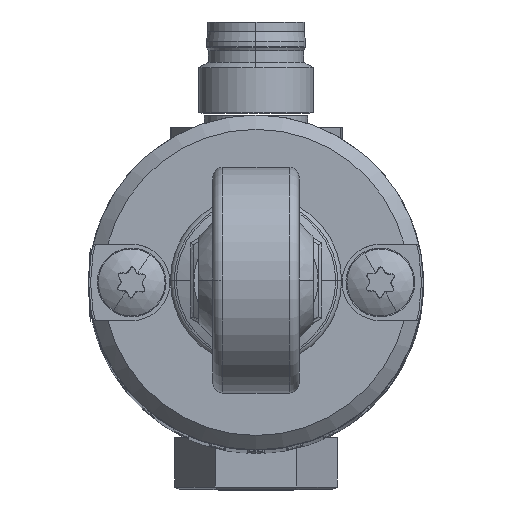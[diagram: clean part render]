
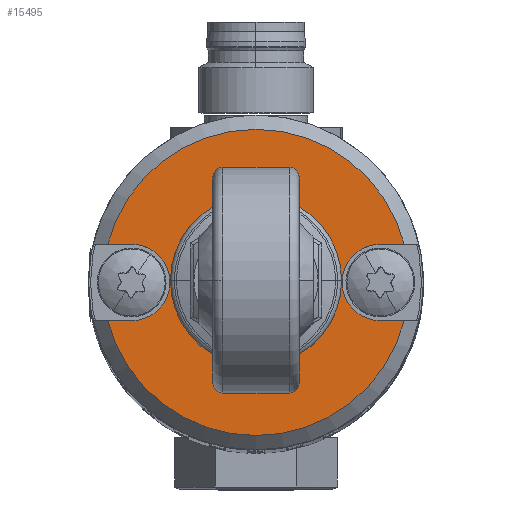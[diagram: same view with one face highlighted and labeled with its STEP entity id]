
A CAD part, top view. The second image highlights one B-rep face of the part: STEP entity #15495.
In plain terms, the highlighted planar face has unit normal (0, 0, 1).
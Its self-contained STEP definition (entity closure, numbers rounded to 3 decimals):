
#733 = AXIS2_PLACEMENT_3D ( 'NONE', #43624, #20992, #47476 ) ;
#1753 = EDGE_CURVE ( 'NONE', #5473, #7716, #22801, .T. ) ;
#1987 = FACE_BOUND ( 'NONE', #4297, .T. ) ;
#2065 = DIRECTION ( 'NONE',  ( -1., 0., 0. ) ) ;
#2356 = CIRCLE ( 'NONE', #28481, 7.482 ) ;
#3124 = CARTESIAN_POINT ( 'NONE',  ( 0., 0., 208.3 ) ) ;
#3195 = CARTESIAN_POINT ( 'NONE',  ( -13., 0., 208.3 ) ) ;
#3614 = CARTESIAN_POINT ( 'NONE',  ( -13., 4., 208.3 ) ) ;
#3682 = ORIENTED_EDGE ( 'NONE', *, *, #40970, .F. ) ;
#3733 = CIRCLE ( 'NONE', #20513, 4. ) ;
#3928 = CARTESIAN_POINT ( 'NONE',  ( 0., 0., 208.3 ) ) ;
#4297 = EDGE_LOOP ( 'NONE', ( #48517, #37793 ) ) ;
#4779 = ORIENTED_EDGE ( 'NONE', *, *, #38287, .F. ) ;
#4901 = AXIS2_PLACEMENT_3D ( 'NONE', #3124, #6723, #6681 ) ;
#5351 = VECTOR ( 'NONE', #12106, 1000. ) ;
#5473 = VERTEX_POINT ( 'NONE', #8747 ) ;
#5693 = CARTESIAN_POINT ( 'NONE',  ( -7.482, 0., 208.3 ) ) ;
#6061 = EDGE_CURVE ( 'NONE', #29765, #9189, #3733, .T. ) ;
#6092 = DIRECTION ( 'NONE',  ( -1., 0., 0. ) ) ;
#6173 = VERTEX_POINT ( 'NONE', #21724 ) ;
#6275 = DIRECTION ( 'NONE',  ( 0., 0., 1. ) ) ;
#6681 = DIRECTION ( 'NONE',  ( 1., 0., 0. ) ) ;
#6723 = DIRECTION ( 'NONE',  ( 0., 0., 1. ) ) ;
#7114 = DIRECTION ( 'NONE',  ( 1., 0., 0. ) ) ;
#7171 = VERTEX_POINT ( 'NONE', #10871 ) ;
#7716 = VERTEX_POINT ( 'NONE', #26921 ) ;
#7842 = DIRECTION ( 'NONE',  ( 1., 0., 0. ) ) ;
#7975 = CARTESIAN_POINT ( 'NONE',  ( -15.492, -4., 208.3 ) ) ;
#8625 = CIRCLE ( 'NONE', #45545, 16. ) ;
#8747 = CARTESIAN_POINT ( 'NONE',  ( 15.492, 4., 208.3 ) ) ;
#9189 = VERTEX_POINT ( 'NONE', #46791 ) ;
#9211 = ORIENTED_EDGE ( 'NONE', *, *, #12340, .F. ) ;
#10141 = ORIENTED_EDGE ( 'NONE', *, *, #6061, .F. ) ;
#10808 = CARTESIAN_POINT ( 'NONE',  ( 13., 4., 208.3 ) ) ;
#10871 = CARTESIAN_POINT ( 'NONE',  ( 15.492, -4., 208.3 ) ) ;
#11170 = EDGE_LOOP ( 'NONE', ( #3682, #32897, #9211, #14445, #32087, #42688, #14054, #4779, #10141 ) ) ;
#12106 = DIRECTION ( 'NONE',  ( 1., 0., 0. ) ) ;
#12340 = EDGE_CURVE ( 'NONE', #12945, #7716, #16728, .T. ) ;
#12945 = VERTEX_POINT ( 'NONE', #3614 ) ;
#13234 = VERTEX_POINT ( 'NONE', #5693 ) ;
#13777 = PLANE ( 'NONE',  #45626 ) ;
#14002 = CARTESIAN_POINT ( 'NONE',  ( 0., 0., 208.3 ) ) ;
#14054 = ORIENTED_EDGE ( 'NONE', *, *, #39834, .T. ) ;
#14400 = CIRCLE ( 'NONE', #25739, 7.482 ) ;
#14445 = ORIENTED_EDGE ( 'NONE', *, *, #19310, .F. ) ;
#15495 = ADVANCED_FACE ( 'NONE', ( #1987, #42505 ), #13777, .T. ) ;
#15529 = LINE ( 'NONE', #19695, #5351 ) ;
#16534 = EDGE_CURVE ( 'NONE', #13234, #6173, #14400, .T. ) ;
#16728 = LINE ( 'NONE', #40163, #35741 ) ;
#17894 = DIRECTION ( 'NONE',  ( 1., 0., 0. ) ) ;
#18543 = CIRCLE ( 'NONE', #733, 4. ) ;
#18659 = LINE ( 'NONE', #42086, #37619 ) ;
#18893 = DIRECTION ( 'NONE',  ( 0., 0., 1. ) ) ;
#19167 = EDGE_CURVE ( 'NONE', #44864, #37050, #15529, .T. ) ;
#19310 = EDGE_CURVE ( 'NONE', #33982, #12945, #18543, .T. ) ;
#19695 = CARTESIAN_POINT ( 'NONE',  ( 0., -4., 208.3 ) ) ;
#20513 = AXIS2_PLACEMENT_3D ( 'NONE', #47707, #25091, #2065 ) ;
#20992 = DIRECTION ( 'NONE',  ( 0., 0., 1. ) ) ;
#21724 = CARTESIAN_POINT ( 'NONE',  ( 7.482, 0., 208.3 ) ) ;
#22801 = CIRCLE ( 'NONE', #4901, 16. ) ;
#23483 = CARTESIAN_POINT ( 'NONE',  ( -9., 0., 208.3 ) ) ;
#25091 = DIRECTION ( 'NONE',  ( 0., 0., 1. ) ) ;
#25739 = AXIS2_PLACEMENT_3D ( 'NONE', #3928, #30708, #7842 ) ;
#26921 = CARTESIAN_POINT ( 'NONE',  ( -15.492, 4., 208.3 ) ) ;
#28481 = AXIS2_PLACEMENT_3D ( 'NONE', #14002, #40570, #17894 ) ;
#29173 = CARTESIAN_POINT ( 'NONE',  ( 13., -4., 208.3 ) ) ;
#29176 = CARTESIAN_POINT ( 'NONE',  ( 0., 0., 208.3 ) ) ;
#29765 = VERTEX_POINT ( 'NONE', #10808 ) ;
#30006 = DIRECTION ( 'NONE',  ( 0., 0., 1. ) ) ;
#30645 = VECTOR ( 'NONE', #32948, 1000. ) ;
#30708 = DIRECTION ( 'NONE',  ( 0., 0., -1. ) ) ;
#30870 = CIRCLE ( 'NONE', #41006, 4. ) ;
#32087 = ORIENTED_EDGE ( 'NONE', *, *, #36625, .F. ) ;
#32897 = ORIENTED_EDGE ( 'NONE', *, *, #1753, .T. ) ;
#32948 = DIRECTION ( 'NONE',  ( 1., 0., 0. ) ) ;
#32950 = DIRECTION ( 'NONE',  ( 1., 0., 0. ) ) ;
#33982 = VERTEX_POINT ( 'NONE', #23483 ) ;
#35741 = VECTOR ( 'NONE', #6092, 1000. ) ;
#36625 = EDGE_CURVE ( 'NONE', #37050, #33982, #30870, .T. ) ;
#37050 = VERTEX_POINT ( 'NONE', #44981 ) ;
#37619 = VECTOR ( 'NONE', #45952, 1000. ) ;
#37793 = ORIENTED_EDGE ( 'NONE', *, *, #16534, .T. ) ;
#38287 = EDGE_CURVE ( 'NONE', #9189, #7171, #39456, .T. ) ;
#39456 = LINE ( 'NONE', #29173, #30645 ) ;
#39834 = EDGE_CURVE ( 'NONE', #44864, #7171, #8625, .T. ) ;
#40163 = CARTESIAN_POINT ( 'NONE',  ( -13., 4., 208.3 ) ) ;
#40570 = DIRECTION ( 'NONE',  ( 0., 0., -1. ) ) ;
#40970 = EDGE_CURVE ( 'NONE', #5473, #29765, #18659, .T. ) ;
#41006 = AXIS2_PLACEMENT_3D ( 'NONE', #3195, #30006, #7114 ) ;
#41533 = CARTESIAN_POINT ( 'NONE',  ( 0., 0., 208.3 ) ) ;
#42086 = CARTESIAN_POINT ( 'NONE',  ( 0., 4., 208.3 ) ) ;
#42505 = FACE_OUTER_BOUND ( 'NONE', #11170, .T. ) ;
#42688 = ORIENTED_EDGE ( 'NONE', *, *, #19167, .F. ) ;
#43624 = CARTESIAN_POINT ( 'NONE',  ( -13., 0., 208.3 ) ) ;
#44864 = VERTEX_POINT ( 'NONE', #7975 ) ;
#44981 = CARTESIAN_POINT ( 'NONE',  ( -13., -4., 208.3 ) ) ;
#45389 = DIRECTION ( 'NONE',  ( 1., 0., 0. ) ) ;
#45545 = AXIS2_PLACEMENT_3D ( 'NONE', #41533, #18893, #45389 ) ;
#45626 = AXIS2_PLACEMENT_3D ( 'NONE', #29176, #6275, #32950 ) ;
#45952 = DIRECTION ( 'NONE',  ( -1., 0., 0. ) ) ;
#46791 = CARTESIAN_POINT ( 'NONE',  ( 13., -4., 208.3 ) ) ;
#47476 = DIRECTION ( 'NONE',  ( 1., 0., 0. ) ) ;
#47707 = CARTESIAN_POINT ( 'NONE',  ( 13., 0., 208.3 ) ) ;
#48517 = ORIENTED_EDGE ( 'NONE', *, *, #48897, .T. ) ;
#48897 = EDGE_CURVE ( 'NONE', #6173, #13234, #2356, .T. ) ;
